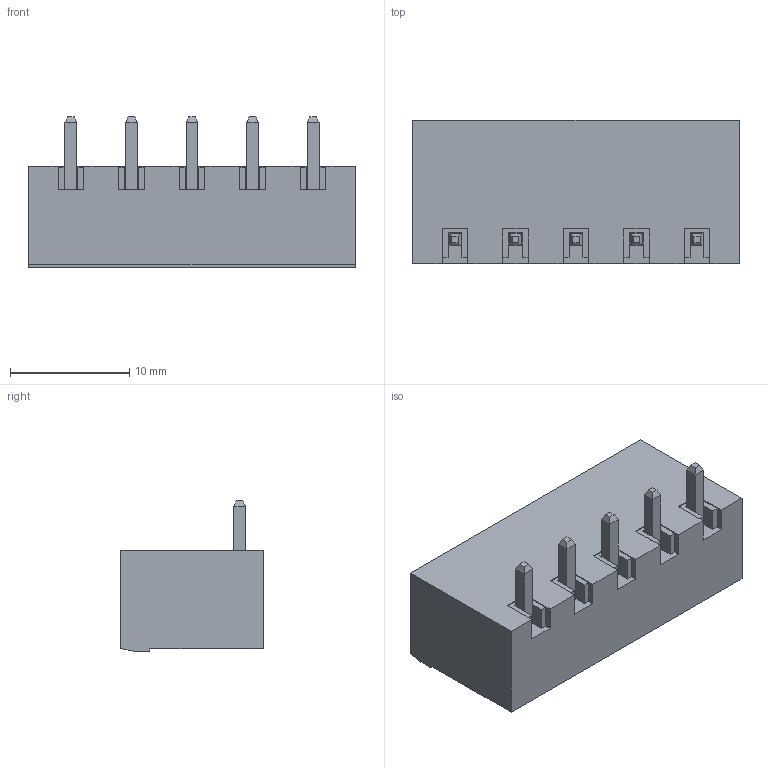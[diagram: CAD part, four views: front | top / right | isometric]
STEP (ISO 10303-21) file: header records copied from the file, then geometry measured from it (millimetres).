
FILE_DESCRIPTION (( 'STEP AP214' ), '1' );
FILE_NAME ('2F10B20A-7D21-4FF6-A13A-9188CC98D8AB.STEP', '2023-04-09T23:31:35', ( '' ), ( '' ), 'SwSTEP 2.0', 'SolidWorks 2022', '' );
FILE_SCHEMA (( 'AUTOMOTIVE_DESIGN' ));
Length unit declared in the file: millimetre
Products named in the file (1): 2F10B20A-7D21-4FF6-A13A-9188CC98D8AB
Bounding box: 27.4 x 12 x 12.65 mm (x, y, z)
Volume: 1195.8 mm3; surface area: 2250.8 mm2
Topology: 1 solids, 1 shells, 272 faces, 720 edges, 460 vertices
Faces by surface type: plane 247, torus 10, cylinder 10, bspline 5
Entity records: 10963 total; most frequent: CARTESIAN_POINT 1668, ORIENTED_EDGE 1440, DIRECTION 1256, EDGE_CURVE 720, VECTOR 600, LINE 600, VERTEX_POINT 460, AXIS2_PLACEMENT_3D 328
